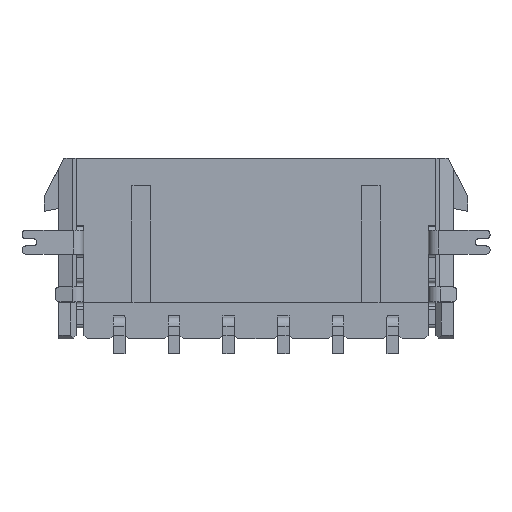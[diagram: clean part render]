
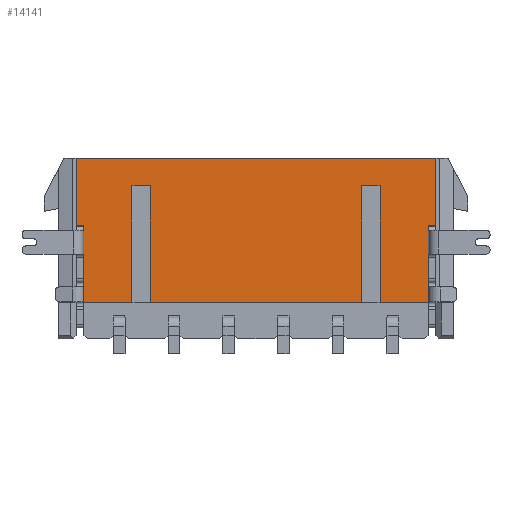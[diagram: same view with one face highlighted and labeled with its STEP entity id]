
A CAD part, front view. The second image highlights one B-rep face of the part: STEP entity #14141.
In plain terms, the highlighted planar face has unit normal (0, -1, 0).
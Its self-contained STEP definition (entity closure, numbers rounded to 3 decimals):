
#511=DIRECTION('',(0.,0.,-1.));
#512=VECTOR('',#511,4.2);
#513=CARTESIAN_POINT('',(5.565,0.45,-4.486));
#514=LINE('',#513,#512);
#1190=DIRECTION('',(0.,0.,1.));
#1191=VECTOR('',#1190,4.2);
#1192=CARTESIAN_POINT('',(24.435,0.45,-8.686));
#1193=LINE('',#1192,#1191);
#1627=DIRECTION('',(1.,0.,0.));
#1628=VECTOR('',#1627,0.43);
#1629=CARTESIAN_POINT('',(24.435,0.45,-4.486));
#1630=LINE('',#1629,#1628);
#1643=DIRECTION('',(1.,0.,0.));
#1644=VECTOR('',#1643,19.73);
#1645=CARTESIAN_POINT('',(5.135,0.45,-0.786));
#1646=LINE('',#1645,#1644);
#1647=DIRECTION('',(0.,0.,-1.));
#1648=VECTOR('',#1647,3.7);
#1649=CARTESIAN_POINT('',(24.865,0.45,-0.786));
#1650=LINE('',#1649,#1648);
#1659=DIRECTION('',(0.,0.,-1.));
#1660=VECTOR('',#1659,3.7);
#1661=CARTESIAN_POINT('',(5.135,0.45,-0.786));
#1662=LINE('',#1661,#1660);
#2021=DIRECTION('',(1.,0.,0.));
#2022=VECTOR('',#2021,0.43);
#2023=CARTESIAN_POINT('',(5.135,0.45,-4.486));
#2024=LINE('',#2023,#2022);
#2049=DIRECTION('',(1.,0.,0.));
#2050=VECTOR('',#2049,2.635);
#2051=CARTESIAN_POINT('',(5.565,0.45,-8.686));
#2052=LINE('',#2051,#2050);
#2053=DIRECTION('',(1.,0.,0.));
#2054=VECTOR('',#2053,11.6);
#2055=CARTESIAN_POINT('',(9.2,0.45,-8.686));
#2056=LINE('',#2055,#2054);
#2057=DIRECTION('',(1.,0.,0.));
#2058=VECTOR('',#2057,2.635);
#2059=CARTESIAN_POINT('',(21.8,0.45,-8.686));
#2060=LINE('',#2059,#2058);
#8521=DIRECTION('',(0.,0.,1.));
#8522=VECTOR('',#8521,6.4);
#8523=CARTESIAN_POINT('',(8.2,0.45,-8.686));
#8524=LINE('',#8523,#8522);
#8525=DIRECTION('',(1.,0.,0.));
#8526=VECTOR('',#8525,1.);
#8527=CARTESIAN_POINT('',(8.2,0.45,-2.286));
#8528=LINE('',#8527,#8526);
#8541=DIRECTION('',(0.,0.,-1.));
#8542=VECTOR('',#8541,6.4);
#8543=CARTESIAN_POINT('',(9.2,0.45,-2.286));
#8544=LINE('',#8543,#8542);
#8565=DIRECTION('',(0.,0.,1.));
#8566=VECTOR('',#8565,6.4);
#8567=CARTESIAN_POINT('',(20.8,0.45,-8.686));
#8568=LINE('',#8567,#8566);
#8573=DIRECTION('',(1.,0.,0.));
#8574=VECTOR('',#8573,1.);
#8575=CARTESIAN_POINT('',(20.8,0.45,-2.286));
#8576=LINE('',#8575,#8574);
#8597=DIRECTION('',(0.,0.,-1.));
#8598=VECTOR('',#8597,6.4);
#8599=CARTESIAN_POINT('',(21.8,0.45,-2.286));
#8600=LINE('',#8599,#8598);
#9645=CARTESIAN_POINT('',(24.865,0.45,-0.786));
#9646=VERTEX_POINT('',#9645);
#9647=CARTESIAN_POINT('',(5.135,0.45,-0.786));
#9648=VERTEX_POINT('',#9647);
#9839=CARTESIAN_POINT('',(5.135,0.45,-4.486));
#9840=VERTEX_POINT('',#9839);
#9841=CARTESIAN_POINT('',(24.865,0.45,-4.486));
#9842=VERTEX_POINT('',#9841);
#9843=CARTESIAN_POINT('',(24.435,0.45,-4.486));
#9844=VERTEX_POINT('',#9843);
#9845=CARTESIAN_POINT('',(24.435,0.45,-8.686));
#9846=VERTEX_POINT('',#9845);
#9847=CARTESIAN_POINT('',(21.8,0.45,-8.686));
#9848=VERTEX_POINT('',#9847);
#9849=CARTESIAN_POINT('',(21.8,0.45,-2.286));
#9850=VERTEX_POINT('',#9849);
#9851=CARTESIAN_POINT('',(20.8,0.45,-2.286));
#9852=VERTEX_POINT('',#9851);
#9853=CARTESIAN_POINT('',(20.8,0.45,-8.686));
#9854=VERTEX_POINT('',#9853);
#9855=CARTESIAN_POINT('',(9.2,0.45,-8.686));
#9856=VERTEX_POINT('',#9855);
#9857=CARTESIAN_POINT('',(9.2,0.45,-2.286));
#9858=VERTEX_POINT('',#9857);
#9859=CARTESIAN_POINT('',(8.2,0.45,-2.286));
#9860=VERTEX_POINT('',#9859);
#9861=CARTESIAN_POINT('',(8.2,0.45,-8.686));
#9862=VERTEX_POINT('',#9861);
#9863=CARTESIAN_POINT('',(5.565,0.45,-8.686));
#9864=VERTEX_POINT('',#9863);
#9865=CARTESIAN_POINT('',(5.565,0.45,-4.486));
#9866=VERTEX_POINT('',#9865);
#14106=CARTESIAN_POINT('',(15.,0.45,-4.736));
#14107=DIRECTION('',(0.,1.,0.));
#14108=DIRECTION('',(1.,0.,0.));
#14109=AXIS2_PLACEMENT_3D('',#14106,#14107,#14108);
#14110=PLANE('',#14109);
#14112=ORIENTED_EDGE('',*,*,#14111,.F.);
#14113=ORIENTED_EDGE('',*,*,#12829,.T.);
#14115=ORIENTED_EDGE('',*,*,#14114,.T.);
#14116=ORIENTED_EDGE('',*,*,#14096,.F.);
#14117=ORIENTED_EDGE('',*,*,#13438,.F.);
#14119=ORIENTED_EDGE('',*,*,#14118,.F.);
#14121=ORIENTED_EDGE('',*,*,#14120,.F.);
#14123=ORIENTED_EDGE('',*,*,#14122,.F.);
#14125=ORIENTED_EDGE('',*,*,#14124,.F.);
#14127=ORIENTED_EDGE('',*,*,#14126,.F.);
#14129=ORIENTED_EDGE('',*,*,#14128,.F.);
#14131=ORIENTED_EDGE('',*,*,#14130,.F.);
#14133=ORIENTED_EDGE('',*,*,#14132,.F.);
#14135=ORIENTED_EDGE('',*,*,#14134,.F.);
#14136=ORIENTED_EDGE('',*,*,#12491,.F.);
#14138=ORIENTED_EDGE('',*,*,#14137,.F.);
#14139=EDGE_LOOP('',(#14112,#14113,#14115,#14116,#14117,#14119,#14121,#14123,
#14125,#14127,#14129,#14131,#14133,#14135,#14136,#14138));
#14140=FACE_OUTER_BOUND('',#14139,.F.);
#14141=ADVANCED_FACE('',(#14140),#14110,.F.);
#12491=EDGE_CURVE('',#9866,#9864,#514,.T.);
#12829=EDGE_CURVE('',#9648,#9646,#1646,.T.);
#13438=EDGE_CURVE('',#9846,#9844,#1193,.T.);
#14096=EDGE_CURVE('',#9844,#9842,#1630,.T.);
#14111=EDGE_CURVE('',#9648,#9840,#1662,.T.);
#14114=EDGE_CURVE('',#9646,#9842,#1650,.T.);
#14118=EDGE_CURVE('',#9848,#9846,#2060,.T.);
#14120=EDGE_CURVE('',#9850,#9848,#8600,.T.);
#14122=EDGE_CURVE('',#9852,#9850,#8576,.T.);
#14124=EDGE_CURVE('',#9854,#9852,#8568,.T.);
#14126=EDGE_CURVE('',#9856,#9854,#2056,.T.);
#14128=EDGE_CURVE('',#9858,#9856,#8544,.T.);
#14130=EDGE_CURVE('',#9860,#9858,#8528,.T.);
#14132=EDGE_CURVE('',#9862,#9860,#8524,.T.);
#14134=EDGE_CURVE('',#9864,#9862,#2052,.T.);
#14137=EDGE_CURVE('',#9840,#9866,#2024,.T.);
